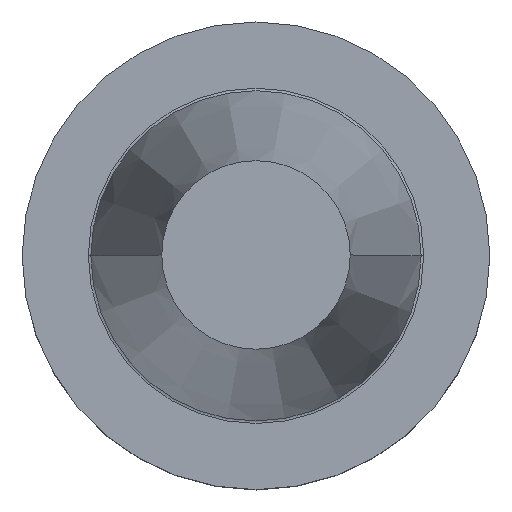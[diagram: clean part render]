
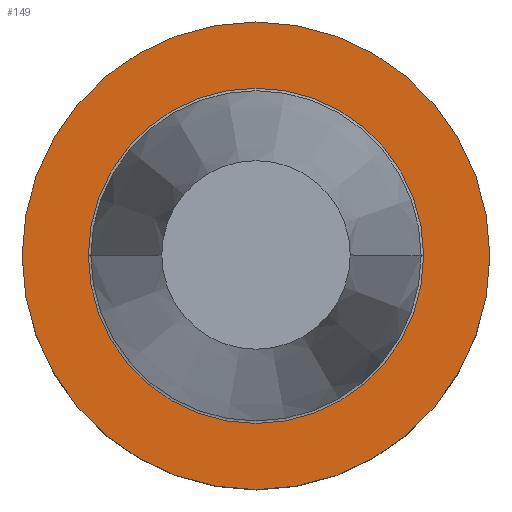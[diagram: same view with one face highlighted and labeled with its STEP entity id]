
A CAD part, top view. The second image highlights one B-rep face of the part: STEP entity #149.
In plain terms, the highlighted planar face has unit normal (0, 0, 1).
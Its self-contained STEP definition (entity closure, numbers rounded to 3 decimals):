
#77=PLANE('',#1102);
#104=FACE_BOUND('',#286,.T.);
#105=FACE_BOUND('',#287,.T.);
#149=ADVANCED_FACE('',(#104,#105),#77,.F.);
#286=EDGE_LOOP('',(#463,#464));
#287=EDGE_LOOP('',(#465));
#336=CIRCLE('',#1056,22.563);
#338=CIRCLE('',#1059,22.563);
#352=CIRCLE('',#1082,31.475);
#463=ORIENTED_EDGE('',*,*,#772,.T.);
#464=ORIENTED_EDGE('',*,*,#770,.T.);
#465=ORIENTED_EDGE('',*,*,#799,.F.);
#674=VERTEX_POINT('',#1465);
#677=VERTEX_POINT('',#1470);
#695=VERTEX_POINT('',#1528);
#770=EDGE_CURVE('',#674,#677,#336,.T.);
#772=EDGE_CURVE('',#677,#674,#338,.T.);
#799=EDGE_CURVE('',#695,#695,#352,.T.);
#1056=AXIS2_PLACEMENT_3D('',#1471,#1187,#1188);
#1059=AXIS2_PLACEMENT_3D('',#1474,#1193,#1194);
#1082=AXIS2_PLACEMENT_3D('',#1527,#1252,#1253);
#1102=AXIS2_PLACEMENT_3D('',#1558,#1295,#1296);
#1187=DIRECTION('',(0.,0.,-1.));
#1188=DIRECTION('',(-1.,0.,0.));
#1193=DIRECTION('',(0.,0.,-1.));
#1194=DIRECTION('',(-1.,0.,0.));
#1252=DIRECTION('',(0.,0.,-1.));
#1253=DIRECTION('',(-1.,0.,0.));
#1295=DIRECTION('',(0.,0.,-1.));
#1296=DIRECTION('',(1.,0.,0.));
#1465=CARTESIAN_POINT('',(-22.563,0.,-2.));
#1470=CARTESIAN_POINT('',(22.563,0.,-2.));
#1471=CARTESIAN_POINT('',(0.,0.,-2.));
#1474=CARTESIAN_POINT('',(0.,0.,-2.));
#1527=CARTESIAN_POINT('',(0.,0.,-2.));
#1528=CARTESIAN_POINT('',(-31.475,0.,-2.));
#1558=CARTESIAN_POINT('',(0.,31.475,-2.));
